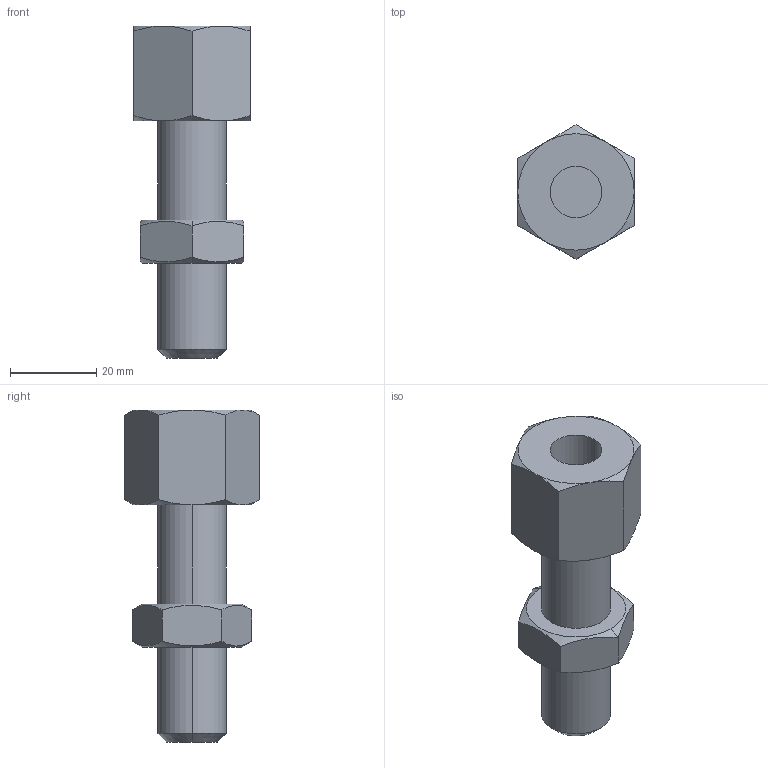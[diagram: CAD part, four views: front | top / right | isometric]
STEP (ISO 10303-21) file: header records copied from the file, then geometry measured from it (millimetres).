
FILE_DESCRIPTION (( 'STEP AP203' ), '1' );
FILE_NAME ('bj332-16055.STEP', '2023-06-15T07:13:05', ( '' ), ( '' ), 'SwSTEP 2.0', 'SolidWorks 2021', '' );
FILE_SCHEMA (( 'CONFIG_CONTROL_DESIGN' ));
Length unit declared in the file: millimetre
Products named in the file (3): bj332-16055_02; bj332-16055; bj332-16055_01
Assembly tree (2 placements, depth 2):
  bj332-16055
    bj332-16055_01
    bj332-16055_02
Bounding box: 27 x 31.18 x 77 mm (x, y, z)
Volume: 26365.8 mm3; surface area: 8260.3 mm2
Topology: 2 solids, 2 shells, 42 faces, 90 edges, 54 vertices
Faces by surface type: cone 18, plane 18, cylinder 6
Entity records: 1633 total; most frequent: CARTESIAN_POINT 467, ORIENTED_EDGE 180, DIRECTION 178, EDGE_CURVE 90, AXIS2_PLACEMENT_3D 77, VERTEX_POINT 54, EDGE_LOOP 46, ADVANCED_FACE 42
